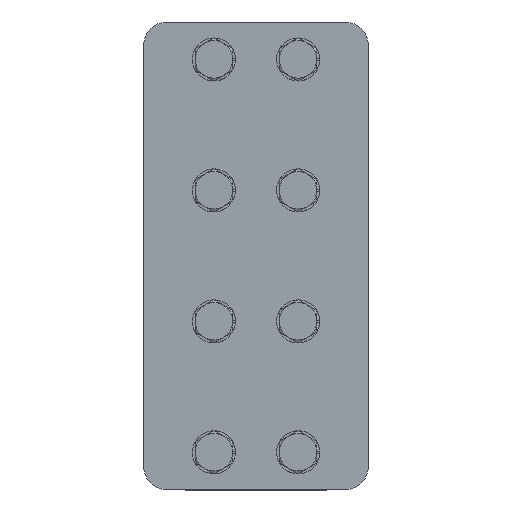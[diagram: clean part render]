
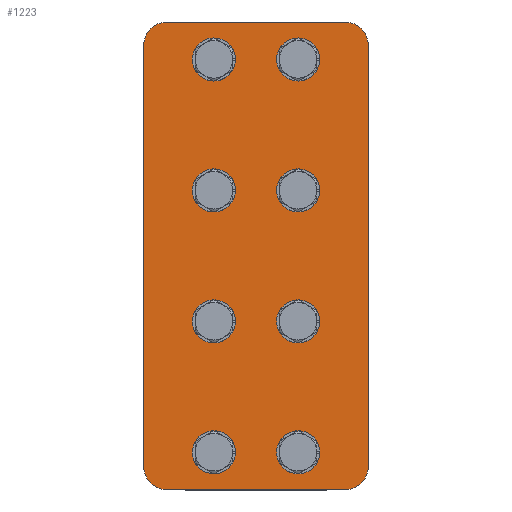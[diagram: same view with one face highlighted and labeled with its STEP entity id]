
A CAD part, top view. The second image highlights one B-rep face of the part: STEP entity #1223.
In plain terms, the highlighted face is planar.
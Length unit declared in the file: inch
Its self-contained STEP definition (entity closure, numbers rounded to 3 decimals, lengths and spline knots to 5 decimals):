
#123=FACE_BOUND('',#246,.T.);
#124=FACE_BOUND('',#247,.T.);
#125=FACE_BOUND('',#248,.T.);
#126=FACE_BOUND('',#249,.T.);
#127=FACE_BOUND('',#250,.T.);
#128=FACE_BOUND('',#251,.T.);
#129=FACE_BOUND('',#252,.T.);
#130=FACE_BOUND('',#253,.T.);
#157=PLANE('',#1389);
#183=FACE_OUTER_BOUND('',#245,.T.);
#245=EDGE_LOOP('',(#858,#859,#860,#861,#862,#863,#864,#865));
#246=EDGE_LOOP('',(#866));
#247=EDGE_LOOP('',(#867));
#248=EDGE_LOOP('',(#868));
#249=EDGE_LOOP('',(#869));
#250=EDGE_LOOP('',(#870));
#251=EDGE_LOOP('',(#871));
#252=EDGE_LOOP('',(#872));
#253=EDGE_LOOP('',(#873));
#340=LINE('',#1992,#408);
#343=LINE('',#1998,#411);
#344=LINE('',#2002,#412);
#345=LINE('',#2006,#413);
#408=VECTOR('',#1573,0.3937);
#411=VECTOR('',#1578,0.3937);
#412=VECTOR('',#1581,0.3937);
#413=VECTOR('',#1584,0.3937);
#475=CIRCLE('',#1387,0.197);
#476=CIRCLE('',#1390,0.197);
#477=CIRCLE('',#1391,0.197);
#478=CIRCLE('',#1392,0.197);
#479=CIRCLE('',#1393,0.1085);
#480=CIRCLE('',#1394,0.1085);
#481=CIRCLE('',#1395,0.1085);
#482=CIRCLE('',#1396,0.1085);
#483=CIRCLE('',#1397,0.1085);
#484=CIRCLE('',#1398,0.1085);
#485=CIRCLE('',#1399,0.1085);
#486=CIRCLE('',#1400,0.1085);
#563=VERTEX_POINT('',#1985);
#564=VERTEX_POINT('',#1987);
#565=VERTEX_POINT('',#1991);
#567=VERTEX_POINT('',#1997);
#568=VERTEX_POINT('',#1999);
#569=VERTEX_POINT('',#2001);
#570=VERTEX_POINT('',#2003);
#571=VERTEX_POINT('',#2005);
#572=VERTEX_POINT('',#2008);
#573=VERTEX_POINT('',#2010);
#574=VERTEX_POINT('',#2012);
#575=VERTEX_POINT('',#2014);
#576=VERTEX_POINT('',#2016);
#577=VERTEX_POINT('',#2018);
#578=VERTEX_POINT('',#2020);
#579=VERTEX_POINT('',#2022);
#681=EDGE_CURVE('',#563,#564,#475,.T.);
#683=EDGE_CURVE('',#565,#564,#340,.T.);
#686=EDGE_CURVE('',#563,#567,#343,.T.);
#687=EDGE_CURVE('',#568,#567,#476,.T.);
#688=EDGE_CURVE('',#568,#569,#344,.T.);
#689=EDGE_CURVE('',#570,#569,#477,.T.);
#690=EDGE_CURVE('',#570,#571,#345,.T.);
#691=EDGE_CURVE('',#565,#571,#478,.T.);
#692=EDGE_CURVE('',#572,#572,#479,.T.);
#693=EDGE_CURVE('',#573,#573,#480,.T.);
#694=EDGE_CURVE('',#574,#574,#481,.T.);
#695=EDGE_CURVE('',#575,#575,#482,.T.);
#696=EDGE_CURVE('',#576,#576,#483,.T.);
#697=EDGE_CURVE('',#577,#577,#484,.T.);
#698=EDGE_CURVE('',#578,#578,#485,.T.);
#699=EDGE_CURVE('',#579,#579,#486,.T.);
#858=ORIENTED_EDGE('',*,*,#681,.F.);
#859=ORIENTED_EDGE('',*,*,#686,.T.);
#860=ORIENTED_EDGE('',*,*,#687,.F.);
#861=ORIENTED_EDGE('',*,*,#688,.T.);
#862=ORIENTED_EDGE('',*,*,#689,.F.);
#863=ORIENTED_EDGE('',*,*,#690,.T.);
#864=ORIENTED_EDGE('',*,*,#691,.F.);
#865=ORIENTED_EDGE('',*,*,#683,.T.);
#866=ORIENTED_EDGE('',*,*,#692,.T.);
#867=ORIENTED_EDGE('',*,*,#693,.T.);
#868=ORIENTED_EDGE('',*,*,#694,.T.);
#869=ORIENTED_EDGE('',*,*,#695,.T.);
#870=ORIENTED_EDGE('',*,*,#696,.T.);
#871=ORIENTED_EDGE('',*,*,#697,.T.);
#872=ORIENTED_EDGE('',*,*,#698,.T.);
#873=ORIENTED_EDGE('',*,*,#699,.T.);
#1223=ADVANCED_FACE('',(#183,#123,#124,#125,#126,#127,#128,#129,#130),#157,
 .T.);
#1387=AXIS2_PLACEMENT_3D('',#1988,#1568,#1569);
#1389=AXIS2_PLACEMENT_3D('',#1996,#1576,#1577);
#1390=AXIS2_PLACEMENT_3D('',#2000,#1579,#1580);
#1391=AXIS2_PLACEMENT_3D('',#2004,#1582,#1583);
#1392=AXIS2_PLACEMENT_3D('',#2007,#1585,#1586);
#1393=AXIS2_PLACEMENT_3D('',#2009,#1587,#1588);
#1394=AXIS2_PLACEMENT_3D('',#2011,#1589,#1590);
#1395=AXIS2_PLACEMENT_3D('',#2013,#1591,#1592);
#1396=AXIS2_PLACEMENT_3D('',#2015,#1593,#1594);
#1397=AXIS2_PLACEMENT_3D('',#2017,#1595,#1596);
#1398=AXIS2_PLACEMENT_3D('',#2019,#1597,#1598);
#1399=AXIS2_PLACEMENT_3D('',#2021,#1599,#1600);
#1400=AXIS2_PLACEMENT_3D('',#2023,#1601,#1602);
#1568=DIRECTION('center_axis',(0.,1.,0.));
#1569=DIRECTION('ref_axis',(-0.707,0.,0.707));
#1573=DIRECTION('',(-1.,0.,0.));
#1576=DIRECTION('center_axis',(0.,-1.,0.));
#1577=DIRECTION('ref_axis',(0.,0.,-1.));
#1578=DIRECTION('',(0.,0.,-1.));
#1579=DIRECTION('center_axis',(0.,1.,0.));
#1580=DIRECTION('ref_axis',(-0.707,0.,-0.707));
#1581=DIRECTION('',(1.,0.,0.));
#1582=DIRECTION('center_axis',(0.,1.,0.));
#1583=DIRECTION('ref_axis',(0.707,0.,-0.707));
#1584=DIRECTION('',(0.,0.,1.));
#1585=DIRECTION('center_axis',(0.,1.,0.));
#1586=DIRECTION('ref_axis',(0.707,0.,0.707));
#1587=DIRECTION('center_axis',(0.,1.,0.));
#1588=DIRECTION('ref_axis',(1.,0.,0.));
#1589=DIRECTION('center_axis',(0.,1.,0.));
#1590=DIRECTION('ref_axis',(1.,0.,0.));
#1591=DIRECTION('center_axis',(0.,1.,0.));
#1592=DIRECTION('ref_axis',(1.,0.,0.));
#1593=DIRECTION('center_axis',(0.,1.,0.));
#1594=DIRECTION('ref_axis',(1.,0.,0.));
#1595=DIRECTION('center_axis',(0.,1.,0.));
#1596=DIRECTION('ref_axis',(1.,0.,0.));
#1597=DIRECTION('center_axis',(0.,1.,0.));
#1598=DIRECTION('ref_axis',(1.,0.,0.));
#1599=DIRECTION('center_axis',(0.,1.,0.));
#1600=DIRECTION('ref_axis',(1.,0.,0.));
#1601=DIRECTION('center_axis',(0.,1.,0.));
#1602=DIRECTION('ref_axis',(1.,0.,0.));
#1985=CARTESIAN_POINT('',(-0.945,-0.125,1.7715));
#1987=CARTESIAN_POINT('',(-0.748,-0.125,1.9685));
#1988=CARTESIAN_POINT('Origin',(-0.748,-0.125,1.7715));
#1991=CARTESIAN_POINT('',(0.748,-0.125,1.9685));
#1992=CARTESIAN_POINT('',(0.4725,-0.125,1.9685));
#1996=CARTESIAN_POINT('Origin',(0.,-0.125,0.));
#1997=CARTESIAN_POINT('',(-0.945,-0.125,-1.7715));
#1998=CARTESIAN_POINT('',(-0.945,-0.125,-1.));
#1999=CARTESIAN_POINT('',(-0.748,-0.125,-1.9685));
#2000=CARTESIAN_POINT('Origin',(-0.748,-0.125,-1.7715));
#2001=CARTESIAN_POINT('',(0.748,-0.125,-1.9685));
#2002=CARTESIAN_POINT('',(-0.4725,-0.125,-1.9685));
#2003=CARTESIAN_POINT('',(0.945,-0.125,-1.7715));
#2004=CARTESIAN_POINT('Origin',(0.748,-0.125,-1.7715));
#2005=CARTESIAN_POINT('',(0.945,-0.125,1.7715));
#2006=CARTESIAN_POINT('',(0.945,-0.125,1.));
#2007=CARTESIAN_POINT('Origin',(0.748,-0.125,1.7715));
#2008=CARTESIAN_POINT('',(-0.463,-0.125,-0.5515));
#2009=CARTESIAN_POINT('Origin',(-0.3545,-0.125,-0.5515));
#2010=CARTESIAN_POINT('',(-0.463,-0.125,1.6525));
#2011=CARTESIAN_POINT('Origin',(-0.3545,-0.125,1.6525));
#2012=CARTESIAN_POINT('',(0.246,-0.125,0.5505));
#2013=CARTESIAN_POINT('Origin',(0.3545,-0.125,0.5505));
#2014=CARTESIAN_POINT('',(0.246,-0.125,-1.6535));
#2015=CARTESIAN_POINT('Origin',(0.3545,-0.125,-1.6535));
#2016=CARTESIAN_POINT('',(0.246,-0.125,-0.5515));
#2017=CARTESIAN_POINT('Origin',(0.3545,-0.125,-0.5515));
#2018=CARTESIAN_POINT('',(0.246,-0.125,1.6525));
#2019=CARTESIAN_POINT('Origin',(0.3545,-0.125,1.6525));
#2020=CARTESIAN_POINT('',(-0.463,-0.125,0.5505));
#2021=CARTESIAN_POINT('Origin',(-0.3545,-0.125,0.5505));
#2022=CARTESIAN_POINT('',(-0.463,-0.125,-1.6535));
#2023=CARTESIAN_POINT('Origin',(-0.3545,-0.125,-1.6535));
